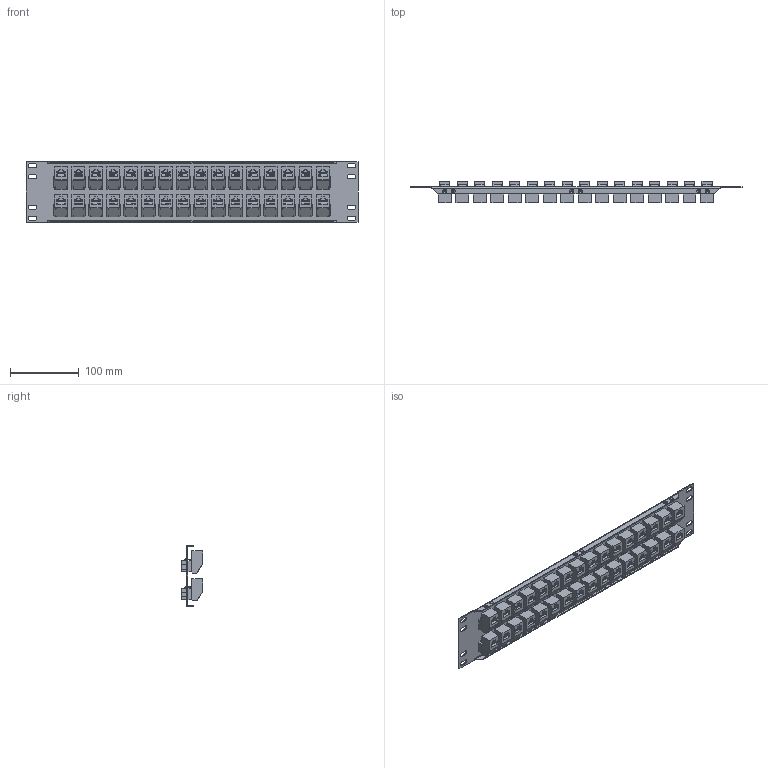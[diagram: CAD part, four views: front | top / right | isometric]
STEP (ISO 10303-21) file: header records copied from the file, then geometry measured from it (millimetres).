
FILE_DESCRIPTION (( 'STEP AP203' ), '1' );
FILE_NAME ('PR35UT568.STEP', '2006-06-23T20:01:42', ( 'lcom' ), ( 'lcom' ), 'SwSTEP 2.0', 'SolidWorks 2006004', '' );
FILE_SCHEMA (( 'CONFIG_CONTROL_DESIGN' ));
Products named in the file (3): PR35UT568-PROD; UJ5T568; PR35UT568
Assembly tree (33 placements, depth 2):
  PR35UT568
    UJ5T568  x32
    PR35UT568-PROD
Bounding box: 482.6 x 31.25 x 88.39 mm (x, y, z)
Volume: 396873.7 mm3; surface area: 253146.6 mm2
Topology: 33 solids, 33 shells, 6000 faces, 17239 edges, 11518 vertices
Faces by surface type: plane 5359, bspline 437, cylinder 180, cone 24
Entity records: 96112 total; most frequent: CARTESIAN_POINT 47978, ORIENTED_EDGE 10918, DIRECTION 7565, EDGE_CURVE 5459, VECTOR 4479, LINE 4479, VERTEX_POINT 3706, EDGE_LOOP 2071
